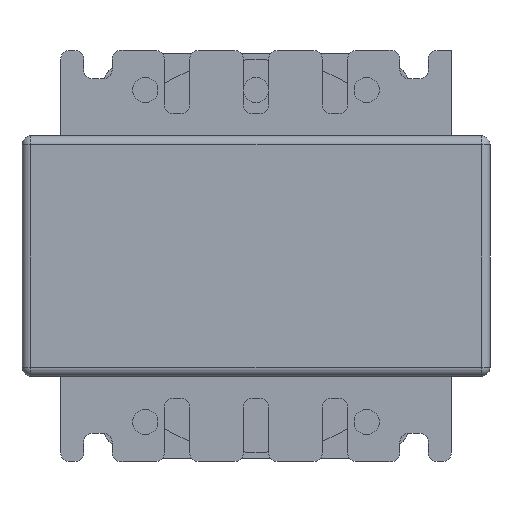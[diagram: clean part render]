
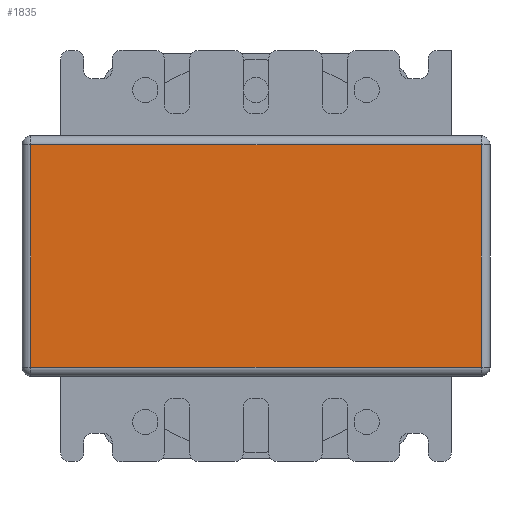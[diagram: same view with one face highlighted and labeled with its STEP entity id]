
A CAD part, front view. The second image highlights one B-rep face of the part: STEP entity #1835.
In plain terms, the highlighted planar face has unit normal (0, -1, 0).
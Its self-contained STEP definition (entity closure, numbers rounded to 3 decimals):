
#406 = DIRECTION ( 'NONE',  ( 0., 0., 1. ) ) ;
#451 = CARTESIAN_POINT ( 'NONE',  ( -7.12, 0., 3.52 ) ) ;
#555 = ORIENTED_EDGE ( 'NONE', *, *, #7344, .T. ) ;
#1063 = VERTEX_POINT ( 'NONE', #451 ) ;
#1288 = VECTOR ( 'NONE', #6244, 1000. ) ;
#1534 = CARTESIAN_POINT ( 'NONE',  ( -7.4, 0., 3.52 ) ) ;
#1716 = EDGE_CURVE ( 'NONE', #1063, #9217, #2712, .T. ) ;
#1774 = ORIENTED_EDGE ( 'NONE', *, *, #9127, .T. ) ;
#1792 = CARTESIAN_POINT ( 'NONE',  ( 0., 0., 0. ) ) ;
#1835 = ADVANCED_FACE ( 'NONE', ( #3909 ), #3263, .F. ) ;
#2410 = DIRECTION ( 'NONE',  ( 0., 0., 1. ) ) ;
#2712 = LINE ( 'NONE', #5110, #3567 ) ;
#2797 = CARTESIAN_POINT ( 'NONE',  ( 7.12, 0., -3.52 ) ) ;
#3263 = PLANE ( 'NONE',  #4370 ) ;
#3307 = DIRECTION ( 'NONE',  ( 0., 1., 0. ) ) ;
#3567 = VECTOR ( 'NONE', #3614, 1000. ) ;
#3614 = DIRECTION ( 'NONE',  ( 0., 0., -1. ) ) ;
#3909 = FACE_OUTER_BOUND ( 'NONE', #5366, .T. ) ;
#4003 = ORIENTED_EDGE ( 'NONE', *, *, #1716, .T. ) ;
#4370 = AXIS2_PLACEMENT_3D ( 'NONE', #1792, #3307, #2410 ) ;
#5110 = CARTESIAN_POINT ( 'NONE',  ( -7.12, 0., 0. ) ) ;
#5116 = VERTEX_POINT ( 'NONE', #6357 ) ;
#5194 = VERTEX_POINT ( 'NONE', #2797 ) ;
#5366 = EDGE_LOOP ( 'NONE', ( #5935, #4003, #1774, #555 ) ) ;
#5935 = ORIENTED_EDGE ( 'NONE', *, *, #7680, .T. ) ;
#6244 = DIRECTION ( 'NONE',  ( 1., 0., 0. ) ) ;
#6357 = CARTESIAN_POINT ( 'NONE',  ( 7.12, 0., 3.52 ) ) ;
#6615 = CARTESIAN_POINT ( 'NONE',  ( 7.12, 0., 0. ) ) ;
#6884 = CARTESIAN_POINT ( 'NONE',  ( -7.12, 0., -3.52 ) ) ;
#7192 = LINE ( 'NONE', #7865, #1288 ) ;
#7344 = EDGE_CURVE ( 'NONE', #5194, #5116, #9558, .T. ) ;
#7617 = DIRECTION ( 'NONE',  ( -1., 0., 0. ) ) ;
#7680 = EDGE_CURVE ( 'NONE', #5116, #1063, #9008, .T. ) ;
#7865 = CARTESIAN_POINT ( 'NONE',  ( 7.4, 0., -3.52 ) ) ;
#8300 = VECTOR ( 'NONE', #7617, 1000. ) ;
#8771 = VECTOR ( 'NONE', #406, 1000. ) ;
#9008 = LINE ( 'NONE', #1534, #8300 ) ;
#9127 = EDGE_CURVE ( 'NONE', #9217, #5194, #7192, .T. ) ;
#9217 = VERTEX_POINT ( 'NONE', #6884 ) ;
#9558 = LINE ( 'NONE', #6615, #8771 ) ;
